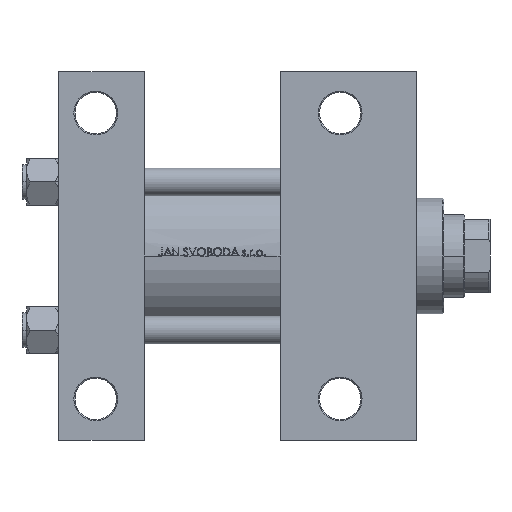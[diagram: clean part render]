
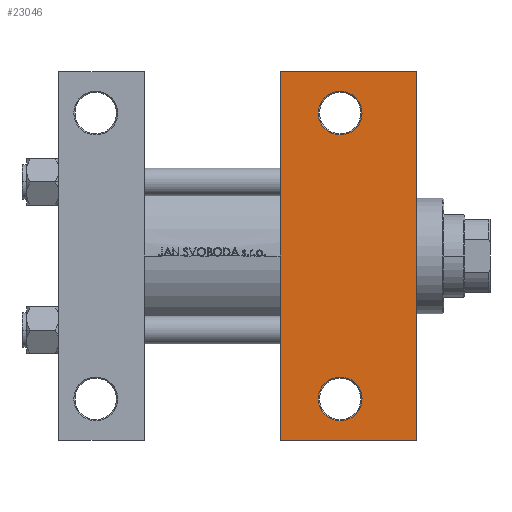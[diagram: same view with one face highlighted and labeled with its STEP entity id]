
A CAD part, front view. The second image highlights one B-rep face of the part: STEP entity #23046.
In plain terms, the highlighted face is planar.
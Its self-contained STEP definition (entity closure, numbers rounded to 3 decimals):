
#588 = VERTEX_POINT ( 'NONE', #46818 ) ;
#951 = CARTESIAN_POINT ( 'NONE',  ( 122., 62., -45. ) ) ;
#1728 = AXIS2_PLACEMENT_3D ( 'NONE', #15120, #7915, #44496 ) ;
#3348 = ORIENTED_EDGE ( 'NONE', *, *, #37093, .T. ) ;
#3390 = CARTESIAN_POINT ( 'NONE',  ( 96., 45., -45. ) ) ;
#3856 = CARTESIAN_POINT ( 'NONE',  ( 96., 80., -45. ) ) ;
#4916 = CARTESIAN_POINT ( 'NONE',  ( 155., 45., -45. ) ) ;
#5294 = CIRCLE ( 'NONE', #32187, 9.5 ) ;
#6419 = ORIENTED_EDGE ( 'NONE', *, *, #38495, .T. ) ;
#6430 = VERTEX_POINT ( 'NONE', #10018 ) ;
#7069 = CARTESIAN_POINT ( 'NONE',  ( 112.5, -62., -45. ) ) ;
#7915 = DIRECTION ( 'NONE',  ( 0., 0., 1. ) ) ;
#8526 = FACE_BOUND ( 'NONE', #46036, .T. ) ;
#8573 = ORIENTED_EDGE ( 'NONE', *, *, #25485, .F. ) ;
#8673 = CARTESIAN_POINT ( 'NONE',  ( 131.5, -62., -45. ) ) ;
#8809 = ORIENTED_EDGE ( 'NONE', *, *, #33651, .T. ) ;
#9074 = AXIS2_PLACEMENT_3D ( 'NONE', #4916, #19111, #19579 ) ;
#9124 = EDGE_LOOP ( 'NONE', ( #16497, #25413 ) ) ;
#10018 = CARTESIAN_POINT ( 'NONE',  ( 155., 80., -45. ) ) ;
#11365 = EDGE_LOOP ( 'NONE', ( #8573, #22631, #6419, #32648 ) ) ;
#13889 = CIRCLE ( 'NONE', #20022, 9.5 ) ;
#14220 = LINE ( 'NONE', #3390, #26044 ) ;
#15120 = CARTESIAN_POINT ( 'NONE',  ( 122., -62., -45. ) ) ;
#15169 = CARTESIAN_POINT ( 'NONE',  ( 122., 62., -45. ) ) ;
#15941 = CARTESIAN_POINT ( 'NONE',  ( 96., -80., -45. ) ) ;
#16096 = DIRECTION ( 'NONE',  ( 0., 0., 1. ) ) ;
#16497 = ORIENTED_EDGE ( 'NONE', *, *, #44368, .T. ) ;
#16523 = EDGE_CURVE ( 'NONE', #41881, #33118, #20014, .T. ) ;
#17303 = VERTEX_POINT ( 'NONE', #7069 ) ;
#17950 = VERTEX_POINT ( 'NONE', #8673 ) ;
#18095 = CARTESIAN_POINT ( 'NONE',  ( 96., 80., -45. ) ) ;
#18516 = CIRCLE ( 'NONE', #30779, 9.5 ) ;
#18966 = VECTOR ( 'NONE', #27234, 1000. ) ;
#19111 = DIRECTION ( 'NONE',  ( 0., 0., -1. ) ) ;
#19579 = DIRECTION ( 'NONE',  ( -1., 0., 0. ) ) ;
#20014 = LINE ( 'NONE', #15941, #18966 ) ;
#20022 = AXIS2_PLACEMENT_3D ( 'NONE', #46166, #47111, #42785 ) ;
#20682 = CARTESIAN_POINT ( 'NONE',  ( 155., 45., -45. ) ) ;
#20920 = DIRECTION ( 'NONE',  ( 0., -1., 0. ) ) ;
#21816 = CARTESIAN_POINT ( 'NONE',  ( 131.5, 62., -45. ) ) ;
#22631 = ORIENTED_EDGE ( 'NONE', *, *, #45120, .T. ) ;
#23046 = ADVANCED_FACE ( 'NONE', ( #41022, #8526, #44394 ), #41255, .T. ) ;
#23416 = CARTESIAN_POINT ( 'NONE',  ( 96., -80., -45. ) ) ;
#25413 = ORIENTED_EDGE ( 'NONE', *, *, #29296, .T. ) ;
#25485 = EDGE_CURVE ( 'NONE', #40435, #33118, #14220, .T. ) ;
#25661 = VECTOR ( 'NONE', #20920, 1000. ) ;
#26044 = VECTOR ( 'NONE', #28659, 1000. ) ;
#26558 = CARTESIAN_POINT ( 'NONE',  ( 155., -80., -45. ) ) ;
#27234 = DIRECTION ( 'NONE',  ( -1., 0., 0. ) ) ;
#28659 = DIRECTION ( 'NONE',  ( 0., -1., 0. ) ) ;
#29296 = EDGE_CURVE ( 'NONE', #34679, #588, #18516, .T. ) ;
#30293 = DIRECTION ( 'NONE',  ( 1., 0., 0. ) ) ;
#30779 = AXIS2_PLACEMENT_3D ( 'NONE', #15169, #44059, #37316 ) ;
#32187 = AXIS2_PLACEMENT_3D ( 'NONE', #951, #16096, #45687 ) ;
#32648 = ORIENTED_EDGE ( 'NONE', *, *, #16523, .T. ) ;
#33118 = VERTEX_POINT ( 'NONE', #23416 ) ;
#33217 = LINE ( 'NONE', #3856, #35319 ) ;
#33651 = EDGE_CURVE ( 'NONE', #17950, #17303, #13889, .T. ) ;
#34679 = VERTEX_POINT ( 'NONE', #21816 ) ;
#34783 = CIRCLE ( 'NONE', #1728, 9.5 ) ;
#35319 = VECTOR ( 'NONE', #30293, 1000. ) ;
#37093 = EDGE_CURVE ( 'NONE', #17303, #17950, #34783, .T. ) ;
#37316 = DIRECTION ( 'NONE',  ( -1., 0., 0. ) ) ;
#38495 = EDGE_CURVE ( 'NONE', #6430, #41881, #39222, .T. ) ;
#39222 = LINE ( 'NONE', #20682, #25661 ) ;
#40435 = VERTEX_POINT ( 'NONE', #18095 ) ;
#41022 = FACE_BOUND ( 'NONE', #9124, .T. ) ;
#41255 = PLANE ( 'NONE',  #9074 ) ;
#41881 = VERTEX_POINT ( 'NONE', #26558 ) ;
#42785 = DIRECTION ( 'NONE',  ( -1., 0., 0. ) ) ;
#44059 = DIRECTION ( 'NONE',  ( 0., 0., 1. ) ) ;
#44368 = EDGE_CURVE ( 'NONE', #588, #34679, #5294, .T. ) ;
#44394 = FACE_OUTER_BOUND ( 'NONE', #11365, .T. ) ;
#44496 = DIRECTION ( 'NONE',  ( -1., 0., 0. ) ) ;
#45120 = EDGE_CURVE ( 'NONE', #40435, #6430, #33217, .T. ) ;
#45687 = DIRECTION ( 'NONE',  ( -1., 0., 0. ) ) ;
#46036 = EDGE_LOOP ( 'NONE', ( #3348, #8809 ) ) ;
#46166 = CARTESIAN_POINT ( 'NONE',  ( 122., -62., -45. ) ) ;
#46818 = CARTESIAN_POINT ( 'NONE',  ( 112.5, 62., -45. ) ) ;
#47111 = DIRECTION ( 'NONE',  ( 0., 0., 1. ) ) ;
